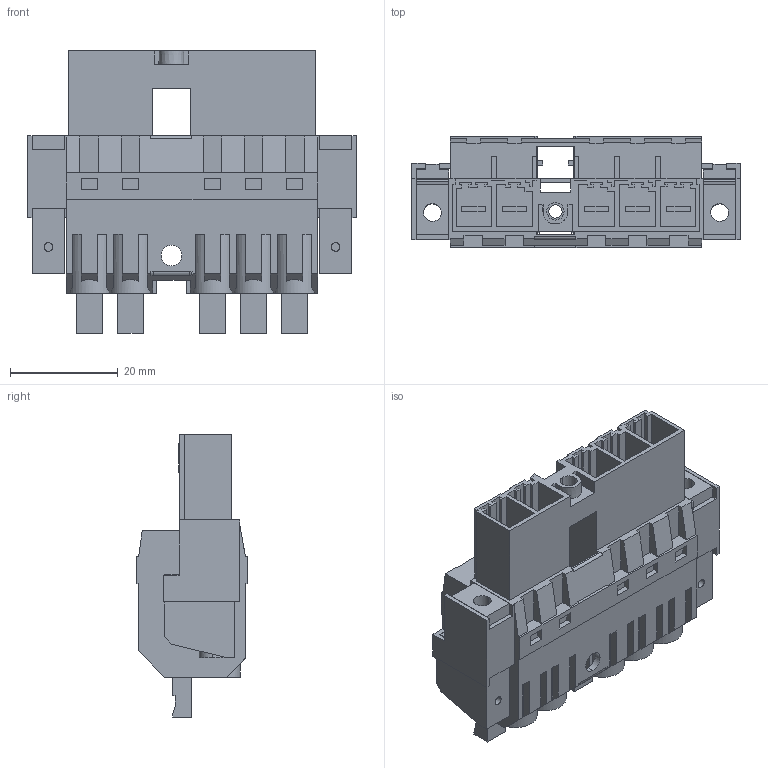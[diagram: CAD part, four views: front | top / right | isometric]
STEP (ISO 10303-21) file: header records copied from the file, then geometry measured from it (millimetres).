
FILE_DESCRIPTION(('CATIA V5 STEP Exchange','CAx-IF Rec.Pracs.--- Model Styling and Organization---1.4--- 2014-01-23'),'2;1');
FILE_NAME ('283530-1_0_2630660000_2630660000.stp','2023-05-02T11:16:54+00:00',('none'),('Weidmueller'),'CATIA Version 5-6 Release 2016 SP3 HF44','CATIA V5 STEP AP214','none');
FILE_SCHEMA(('AUTOMOTIVE_DESIGN { 1 0 10303 214 1 1 1 1 }'));
Length unit declared in the file: millimetre
Products named in the file (1): 2630660000
Bounding box: 60.96 x 20.6 x 52.4 mm (x, y, z)
Volume: 24937.2 mm3; surface area: 20464.2 mm2
Topology: 14 solids, 14 shells, 804 faces, 2251 edges, 1500 vertices
Faces by surface type: plane 731, cylinder 72, cone 1
Entity records: 25439 total; most frequent: CARTESIAN_POINT 4979, ORIENTED_EDGE 4502, DIRECTION 3293, EDGE_CURVE 2251, VECTOR 2059, LINE 2059, VERTEX_POINT 1500, EDGE_LOOP 859
